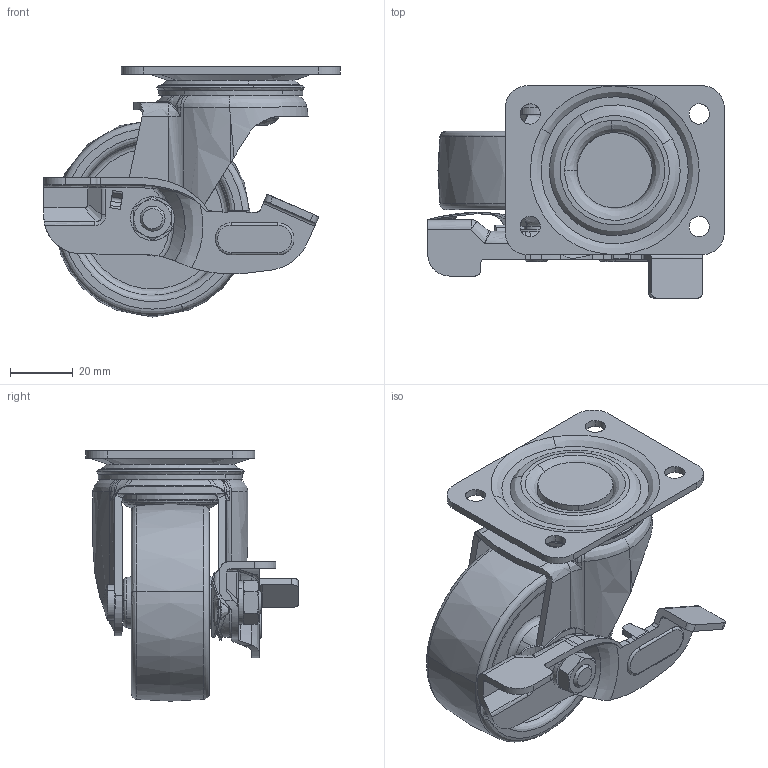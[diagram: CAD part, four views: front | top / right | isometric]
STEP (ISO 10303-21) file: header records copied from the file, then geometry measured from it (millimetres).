
FILE_DESCRIPTION((''),'2;1');
FILE_NAME('','2006-01-18T12:31:38',(''),(''),'','CADfix','');
FILE_SCHEMA(('AUTOMOTIVE_DESIGN'));
Length unit declared in the file: millimetre
Products named in the file (8): plate; wheel; lever; axle; mounting plate; main shaft; body; No_105_NS_31836_36
Assembly tree (7 placements, depth 2):
  No_105_NS_31836_36
    plate
    wheel
    lever
    axle
    mounting plate
    main shaft
    body
Bounding box: 94.76 x 67.83 x 80 mm (x, y, z)
Volume: 95268.5 mm3; surface area: 46531.7 mm2
Topology: 7 solids, 7 shells, 443 faces, 1397 edges, 985 vertices
Faces by surface type: bspline 443
Entity records: 28630 total; most frequent: CARTESIAN_POINT 20322, ORIENTED_EDGE 2784, EDGE_CURVE 1392, B_SPLINE_CURVE_WITH_KNOTS 998, VERTEX_POINT 985, EDGE_LOOP 487, FACE_OUTER_BOUND 443, ADVANCED_FACE 443
